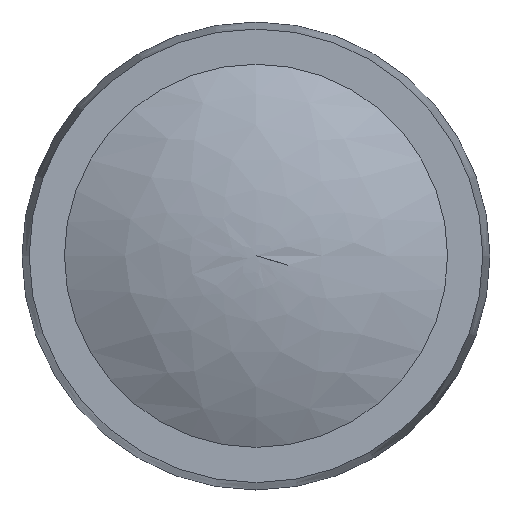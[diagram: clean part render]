
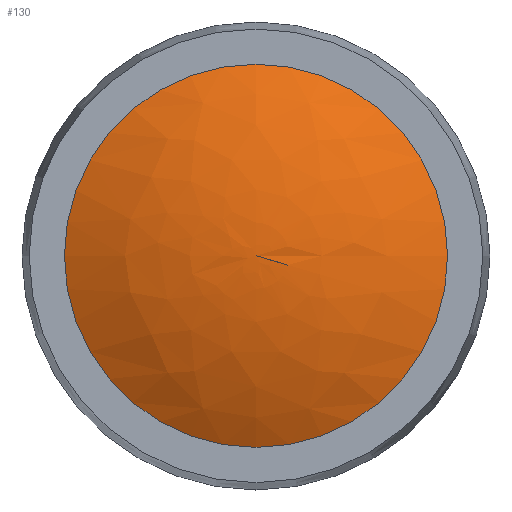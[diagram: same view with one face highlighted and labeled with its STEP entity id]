
A CAD part, top view. The second image highlights one B-rep face of the part: STEP entity #130.
In plain terms, the highlighted free-form (B-spline) face has degree [3, 3] with [4, 7] control points.
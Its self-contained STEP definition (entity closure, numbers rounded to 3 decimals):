
#130 = ADVANCED_FACE( '', ( #300, #301 ), #302, .T. );
#300 = FACE_BOUND( '', #504, .T. );
#301 = FACE_OUTER_BOUND( '', #505, .T. );
#302 = ( BOUNDED_SURFACE(  )B_SPLINE_SURFACE( 3, 3, ( ( #508, #509, #510, #511, #512, #513, #514 ), ( #515, #516, #517, #518, #519, #520, #521 ), ( #522, #523, #524, #525, #526, #527, #528 ), ( #529, #530, #531, #532, #533, #534, #535 ) ), .UNSPECIFIED., .F., .T., .F. )B_SPLINE_SURFACE_WITH_KNOTS( ( 4, 4 ), ( 4, 3, 4 ), ( 0., 6.283 ), ( 1.074, 1.319, 1.564 ), .UNSPECIFIED. )GEOMETRIC_REPRESENTATION_ITEM(  )RATIONAL_B_SPLINE_SURFACE( ( ( 1., 0.333, 0.333, 1., 0.333, 0.333, 1. ), ( 0.98, 0.327, 0.327, 0.98, 0.327, 0.327, 0.98 ), ( 0.98, 0.327, 0.327, 0.98, 0.327, 0.327, 0.98 ), ( 1., 0.333, 0.333, 1., 0.333, 0.333, 1. ) ) )REPRESENTATION_ITEM( '' )SURFACE(  ) );
#504 = VERTEX_LOOP( '', #794 );
#505 = EDGE_LOOP( '', ( #795 ) );
#508 = CARTESIAN_POINT( '', ( 0., 0., 23. ) );
#509 = CARTESIAN_POINT( '', ( 0., 0., 23. ) );
#510 = CARTESIAN_POINT( '', ( 0., 0., 23. ) );
#511 = CARTESIAN_POINT( '', ( 0., 0., 23. ) );
#512 = CARTESIAN_POINT( '', ( 0., 0., 23. ) );
#513 = CARTESIAN_POINT( '', ( 0., 0., 23. ) );
#514 = CARTESIAN_POINT( '', ( 0., 0., 23. ) );
#515 = CARTESIAN_POINT( '', ( 3.738, 0., 22.975 ) );
#516 = CARTESIAN_POINT( '', ( 3.738, 7.477, 22.975 ) );
#517 = CARTESIAN_POINT( '', ( -3.738, 7.477, 22.975 ) );
#518 = CARTESIAN_POINT( '', ( -3.738, 0., 22.975 ) );
#519 = CARTESIAN_POINT( '', ( -3.738, -7.477, 22.975 ) );
#520 = CARTESIAN_POINT( '', ( 3.738, -7.477, 22.975 ) );
#521 = CARTESIAN_POINT( '', ( 3.738, 0., 22.975 ) );
#522 = CARTESIAN_POINT( '', ( 7.359, 0., 22.043 ) );
#523 = CARTESIAN_POINT( '', ( 7.359, 14.718, 22.043 ) );
#524 = CARTESIAN_POINT( '', ( -7.359, 14.718, 22.043 ) );
#525 = CARTESIAN_POINT( '', ( -7.359, 0., 22.043 ) );
#526 = CARTESIAN_POINT( '', ( -7.359, -14.718, 22.043 ) );
#527 = CARTESIAN_POINT( '', ( 7.359, -14.718, 22.043 ) );
#528 = CARTESIAN_POINT( '', ( 7.359, 0., 22.043 ) );
#529 = CARTESIAN_POINT( '', ( 10.645, 0., 20.26 ) );
#530 = CARTESIAN_POINT( '', ( 10.645, 21.29, 20.26 ) );
#531 = CARTESIAN_POINT( '', ( -10.645, 21.29, 20.26 ) );
#532 = CARTESIAN_POINT( '', ( -10.645, 0., 20.26 ) );
#533 = CARTESIAN_POINT( '', ( -10.645, -21.29, 20.26 ) );
#534 = CARTESIAN_POINT( '', ( 10.645, -21.29, 20.26 ) );
#535 = CARTESIAN_POINT( '', ( 10.645, 0., 20.26 ) );
#794 = VERTEX_POINT( '', #969 );
#795 = ORIENTED_EDGE( '', *, *, #970, .T. );
#969 = CARTESIAN_POINT( '', ( 0., 0., 23. ) );
#970 = EDGE_CURVE( '', #1100, #1100, #1101, .T. );
#1100 = VERTEX_POINT( '', #1242 );
#1101 = CIRCLE( '', #1243, 10.645 );
#1242 = CARTESIAN_POINT( '', ( 10.645, 0., 20.26 ) );
#1243 = AXIS2_PLACEMENT_3D( '', #1389, #1390, #1391 );
#1389 = CARTESIAN_POINT( '', ( 0., 0., 20.26 ) );
#1390 = DIRECTION( '', ( 0., 0., 1. ) );
#1391 = DIRECTION( '', ( 1., 0., 0. ) );
